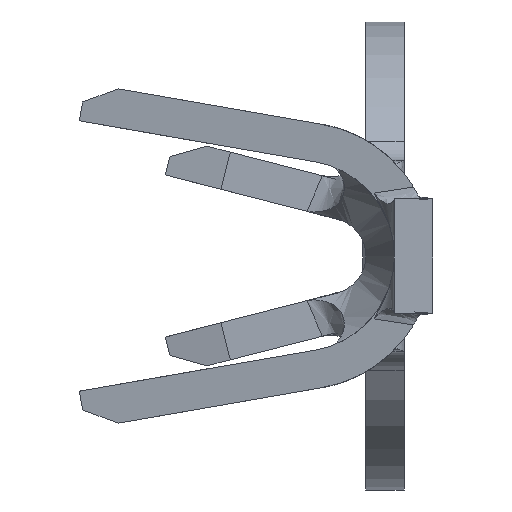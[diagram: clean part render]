
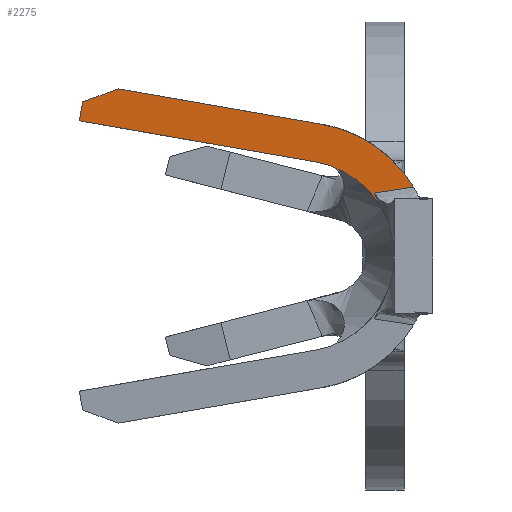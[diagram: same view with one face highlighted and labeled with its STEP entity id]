
A CAD part, left-side view. The second image highlights one B-rep face of the part: STEP entity #2275.
In plain terms, the highlighted planar face has unit normal (-0.99, 0.139, 0).
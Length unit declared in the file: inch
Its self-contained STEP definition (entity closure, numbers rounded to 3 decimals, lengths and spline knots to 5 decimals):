
#67 = CARTESIAN_POINT ( 'NONE',  ( -0.35599, -0.00071, 0.03551 ) ) ;
#93 = VERTEX_POINT ( 'NONE', #1903 ) ;
#99 = PLANE ( 'NONE',  #892 ) ;
#133 = CARTESIAN_POINT ( 'NONE',  ( -0.33268, 0.16515, 0.08177 ) ) ;
#138 = LINE ( 'NONE', #133, #2992 ) ;
#168 = EDGE_CURVE ( 'NONE', #3760, #2055, #554, .T. ) ;
#381 = CARTESIAN_POINT ( 'NONE',  ( -0.3551, 0.00567, 0.05377 ) ) ;
#401 = CARTESIAN_POINT ( 'NONE',  ( -0.35446, 0.01017, 0.02214 ) ) ;
#422 = CARTESIAN_POINT ( 'NONE',  ( -0.35642, -0.00379, 0.03593 ) ) ;
#441 = DIRECTION ( 'NONE',  ( 0.99, -0.139, 0. ) ) ;
#472 = EDGE_LOOP ( 'NONE', ( #3036, #4102, #1542, #1271, #3989, #1544, #2910, #1029 ) ) ;
#490 = EDGE_CURVE ( 'NONE', #3760, #4057, #4015, .T. ) ;
#554 = B_SPLINE_CURVE_WITH_KNOTS ( 'NONE', 3,
 ( #1317, #2009, #960, #1675 ),
 .UNSPECIFIED., .F., .F.,
 ( 4, 4 ),
 ( 0., 0.00031 ),
 .UNSPECIFIED. ) ;
#686 = VECTOR ( 'NONE', #1804, 39.37008 ) ;
#733 = CARTESIAN_POINT ( 'NONE',  ( -0.35, 0.04191, 0.06877 ) ) ;
#736 = CARTESIAN_POINT ( 'NONE',  ( -0.34985, 0.043, 0.06896 ) ) ;
#751 = CARTESIAN_POINT ( 'NONE',  ( -0.332, 0.17, 0.07077 ) ) ;
#795 = CARTESIAN_POINT ( 'NONE',  ( -0.35659, -0.00497, 0.0361 ) ) ;
#892 = AXIS2_PLACEMENT_3D ( 'NONE', #1510, #441, #2964 ) ;
#960 = CARTESIAN_POINT ( 'NONE',  ( -0.35396, 0.01373, 0.02935 ) ) ;
#968 = CARTESIAN_POINT ( 'NONE',  ( -0.34985, 0.043, 0.06896 ) ) ;
#989 = VERTEX_POINT ( 'NONE', #968 ) ;
#1029 = ORIENTED_EDGE ( 'NONE', *, *, #3553, .F. ) ;
#1081 = VECTOR ( 'NONE', #4108, 39.37008 ) ;
#1107 = CARTESIAN_POINT ( 'NONE',  ( -0.3527, 0.02268, 0.06543 ) ) ;
#1139 = CARTESIAN_POINT ( 'NONE',  ( -0.34937, 0.04643, 0.04926 ) ) ;
#1144 = FACE_OUTER_BOUND ( 'NONE', #472, .T. ) ;
#1235 = CARTESIAN_POINT ( 'NONE',  ( -0.34953, 0.04527, 0.04906 ) ) ;
#1246 = CARTESIAN_POINT ( 'NONE',  ( -0.33224, 0.16829, 0.08062 ) ) ;
#1271 = ORIENTED_EDGE ( 'NONE', *, *, #3907, .F. ) ;
#1317 = CARTESIAN_POINT ( 'NONE',  ( -0.35446, 0.01017, 0.02214 ) ) ;
#1434 = CARTESIAN_POINT ( 'NONE',  ( -0.35371, 0.01551, 0.03296 ) ) ;
#1490 = CARTESIAN_POINT ( 'NONE',  ( -0.35426, 0.01159, 0.03365 ) ) ;
#1510 = CARTESIAN_POINT ( 'NONE',  ( -0.332, 0.17, -0.09 ) ) ;
#1542 = ORIENTED_EDGE ( 'NONE', *, *, #4476, .T. ) ;
#1544 = ORIENTED_EDGE ( 'NONE', *, *, #2900, .F. ) ;
#1638 = LINE ( 'NONE', #733, #686 ) ;
#1675 = CARTESIAN_POINT ( 'NONE',  ( -0.35371, 0.01551, 0.03296 ) ) ;
#1804 = DIRECTION ( 'NONE',  ( -0.137, -0.976, -0.17 ) ) ;
#1846 = CARTESIAN_POINT ( 'NONE',  ( -0.35495, 0.0067, 0.03445 ) ) ;
#1903 = CARTESIAN_POINT ( 'NONE',  ( -0.35659, -0.00497, 0.0361 ) ) ;
#2009 = CARTESIAN_POINT ( 'NONE',  ( -0.35421, 0.01195, 0.02575 ) ) ;
#2055 = VERTEX_POINT ( 'NONE', #2113 ) ;
#2113 = CARTESIAN_POINT ( 'NONE',  ( -0.35371, 0.01551, 0.03296 ) ) ;
#2130 = VERTEX_POINT ( 'NONE', #3953 ) ;
#2131 = VECTOR ( 'NONE', #3381, 39.37008 ) ;
#2207 = CARTESIAN_POINT ( 'NONE',  ( -0.35564, 0.00177, 0.03517 ) ) ;
#2273 = DIRECTION ( 'NONE',  ( -0.131, -0.931, 0.341 ) ) ;
#2275 = ADVANCED_FACE ( 'NONE', ( #1144 ), #99, .F. ) ;
#2330 = CARTESIAN_POINT ( 'NONE',  ( -0.33202, 0.16989, 0.07138 ) ) ;
#2388 = B_SPLINE_CURVE_WITH_KNOTS ( 'NONE', 3,
 ( #1434, #3231, #3636, #1490, #3987, #1846, #4348, #2207, #67, #2574, #422, #2941, #795 ),
 .UNSPECIFIED., .F., .F.,
 ( 4, 3, 3, 3, 4 ),
 ( 0.00004, 0.00014, 0.00033, 0.00053, 0.00057 ),
 .UNSPECIFIED. ) ;
#2559 = CARTESIAN_POINT ( 'NONE',  ( -0.35345, 0.01737, 0.03673 ) ) ;
#2567 = EDGE_CURVE ( 'NONE', #2780, #3570, #3918, .T. ) ;
#2574 = CARTESIAN_POINT ( 'NONE',  ( -0.35634, -0.0032, 0.03585 ) ) ;
#2780 = VERTEX_POINT ( 'NONE', #751 ) ;
#2900 = EDGE_CURVE ( 'NONE', #3570, #2130, #138, .T. ) ;
#2902 = CARTESIAN_POINT ( 'NONE',  ( -0.35659, -0.00497, 0.0361 ) ) ;
#2910 = ORIENTED_EDGE ( 'NONE', *, *, #2567, .F. ) ;
#2941 = CARTESIAN_POINT ( 'NONE',  ( -0.35651, -0.00438, 0.03602 ) ) ;
#2964 = DIRECTION ( 'NONE',  ( 0.139, 0.99, 0. ) ) ;
#2992 = VECTOR ( 'NONE', #2273, 39.37008 ) ;
#3036 = ORIENTED_EDGE ( 'NONE', *, *, #490, .F. ) ;
#3231 = CARTESIAN_POINT ( 'NONE',  ( -0.3539, 0.01421, 0.0332 ) ) ;
#3235 = EDGE_CURVE ( 'NONE', #2130, #989, #1638, .T. ) ;
#3238 = CARTESIAN_POINT ( 'NONE',  ( -0.34937, 0.04643, 0.04926 ) ) ;
#3284 = CARTESIAN_POINT ( 'NONE',  ( -0.35162, 0.0304, 0.04647 ) ) ;
#3381 = DIRECTION ( 'NONE',  ( 0.137, 0.976, 0.17 ) ) ;
#3425 =( BOUNDED_CURVE ( )  B_SPLINE_CURVE ( 3, ( #736, #1107, #381, #2902 ),
 .UNSPECIFIED., .F., .T. ) 
 B_SPLINE_CURVE_WITH_KNOTS ( ( 4, 4 ),
 ( 1.74311, 2.5997 ),
 .UNSPECIFIED. ) 
 CURVE ( )  GEOMETRIC_REPRESENTATION_ITEM ( )  RATIONAL_B_SPLINE_CURVE ( ( 1., 0.94, 0.94, 1. ) ) 
 REPRESENTATION_ITEM ( '' )  );
#3553 = EDGE_CURVE ( 'NONE', #4057, #2780, #3920, .T. ) ;
#3555 = CARTESIAN_POINT ( 'NONE',  ( -0.35446, 0.01017, 0.02214 ) ) ;
#3570 = VERTEX_POINT ( 'NONE', #1246 ) ;
#3636 = CARTESIAN_POINT ( 'NONE',  ( -0.35408, 0.0129, 0.03343 ) ) ;
#3760 = VERTEX_POINT ( 'NONE', #3555 ) ;
#3907 = EDGE_CURVE ( 'NONE', #989, #93, #3425, .T. ) ;
#3918 = LINE ( 'NONE', #2330, #1081 ) ;
#3920 = LINE ( 'NONE', #1235, #2131 ) ;
#3953 = CARTESIAN_POINT ( 'NONE',  ( -0.33488, 0.14951, 0.0875 ) ) ;
#3987 = CARTESIAN_POINT ( 'NONE',  ( -0.35461, 0.00915, 0.03406 ) ) ;
#3989 = ORIENTED_EDGE ( 'NONE', *, *, #3235, .F. ) ;
#4015 =( BOUNDED_CURVE ( )  B_SPLINE_CURVE ( 3, ( #401, #2559, #3284, #1139 ),
 .UNSPECIFIED., .F., .T. ) 
 B_SPLINE_CURVE_WITH_KNOTS ( ( 4, 4 ),
 ( 3.60038, 4.54008 ),
 .UNSPECIFIED. ) 
 CURVE ( )  GEOMETRIC_REPRESENTATION_ITEM ( )  RATIONAL_B_SPLINE_CURVE ( ( 1., 0.928, 0.928, 1. ) ) 
 REPRESENTATION_ITEM ( '' )  );
#4057 = VERTEX_POINT ( 'NONE', #3238 ) ;
#4102 = ORIENTED_EDGE ( 'NONE', *, *, #168, .T. ) ;
#4108 = DIRECTION ( 'NONE',  ( -0.024, -0.171, 0.985 ) ) ;
#4348 = CARTESIAN_POINT ( 'NONE',  ( -0.35529, 0.00425, 0.0348 ) ) ;
#4476 = EDGE_CURVE ( 'NONE', #2055, #93, #2388, .T. ) ;
